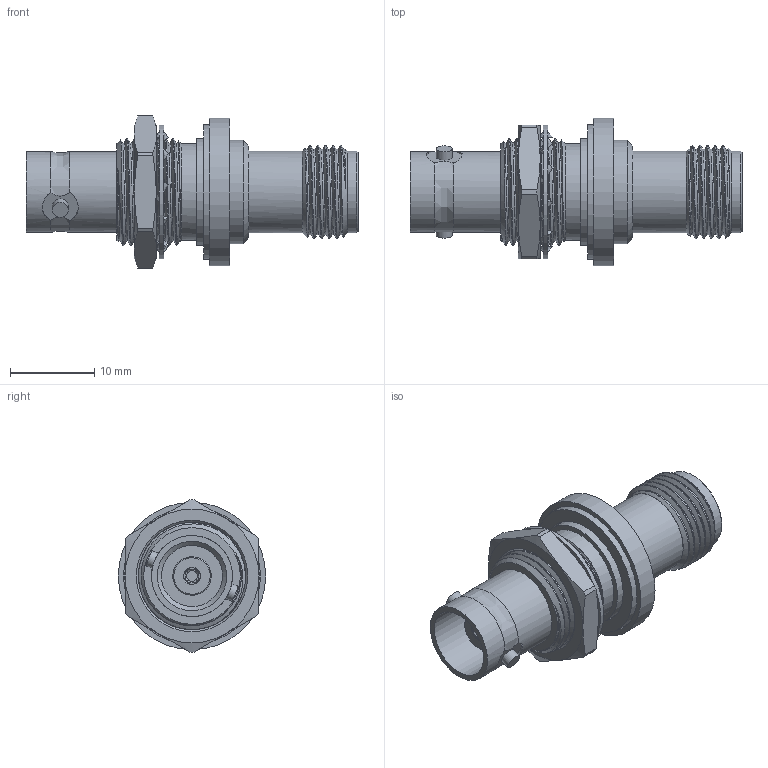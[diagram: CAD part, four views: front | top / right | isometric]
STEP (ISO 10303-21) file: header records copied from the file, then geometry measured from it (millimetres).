
FILE_DESCRIPTION (( 'STEP AP203' ), '1' );
FILE_NAME ('SM3543_3D.step', '2022-12-19T18:02:43', ( '' ), ( '' ), 'SwSTEP 2.0', 'SolidWorks 2021', '' );
FILE_SCHEMA (( 'CONFIG_CONTROL_DESIGN' ));
Length unit declared in the file: inch
Products named in the file (1): SM3543_3D
Bounding box: 39.37 x 17.48 x 18.03 mm (x, y, z)
Volume: 3456.5 mm3; surface area: 3734.8 mm2
Topology: 4 solids, 4 shells, 222 faces, 631 edges, 433 vertices
Faces by surface type: plane 82, bspline 53, cylinder 51, cone 36
Full cylindrical faces by diameter (mm): 1.27 x1, 1.346 x1, 1.854 x1, 1.905 x2, 4.572 x2, 8.255 x1, 9.601 x2, 9.652 x2, 11.469 x1, 12.268 x1, 12.7 x1, 12.975 x1, 15.875 x1, 15.974 x1, 16.258 x1, 17.483 x1
Entity records: 14095 total; most frequent: CARTESIAN_POINT 8918, ORIENTED_EDGE 1154, DIRECTION 873, EDGE_CURVE 577, VERTEX_POINT 415, AXIS2_PLACEMENT_3D 344, EDGE_LOOP 276, FACE_OUTER_BOUND 240
